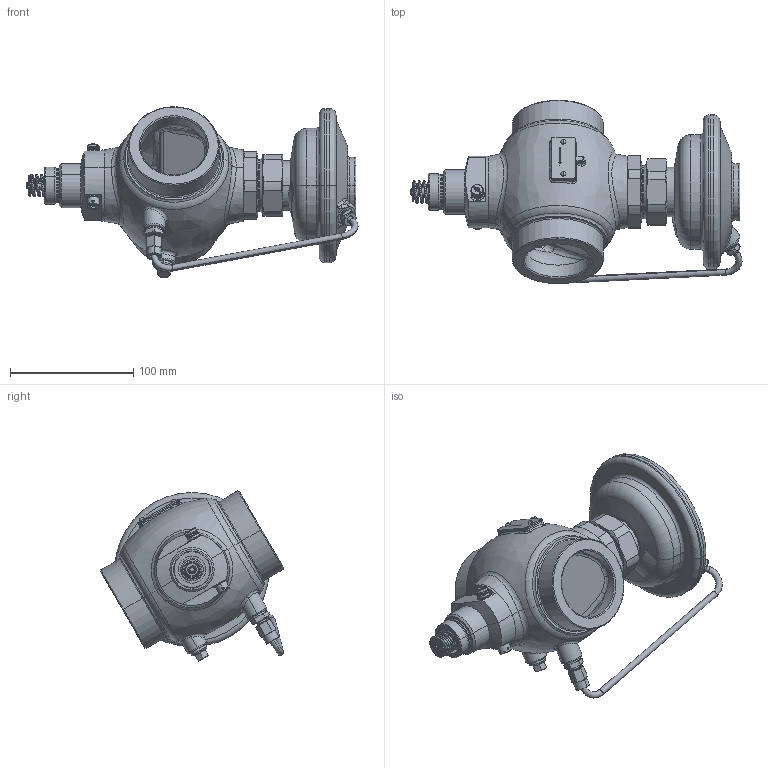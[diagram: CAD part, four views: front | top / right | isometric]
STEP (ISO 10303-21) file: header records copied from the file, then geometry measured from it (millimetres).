
FILE_DESCRIPTION((''),'2;1');
FILE_NAME('003H6755','2015-02-23T',('u317927'),('Danfoss'),'PRO/ENGINEER BY PARAMETRIC TECHNOLOGY CORPORATION, 2014000','PRO/ENGINEER BY PARAMETRIC TECHNOLOGY CORPORATION, 2014000','');
FILE_SCHEMA(('CONFIG_CONTROL_DESIGN'));
Length unit declared in the file: millimetre
Products named in the file (1): 003H6755
Bounding box: 269.5 x 148.7 x 138.43 mm (x, y, z)
Volume: 683756.8 mm3; surface area: 225016.1 mm2
Topology: 2 solids, 9 shells, 1413 faces, 3412 edges, 2091 vertices
Faces by surface type: plane 420, cylinder 408, cone 243, torus 216, bspline 119, sphere 7
Entity records: 50473 total; most frequent: CARTESIAN_POINT 17885, DIRECTION 6990, ORIENTED_EDGE 6808, EDGE_CURVE 3404, AXIS2_PLACEMENT_3D 2981, VERTEX_POINT 2091, CIRCLE 1686, EDGE_LOOP 1549
